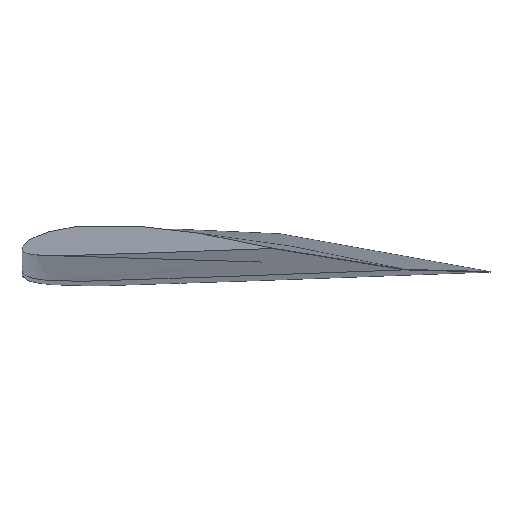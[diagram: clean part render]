
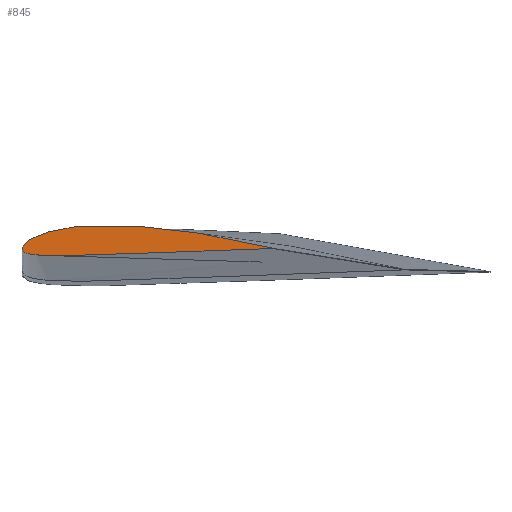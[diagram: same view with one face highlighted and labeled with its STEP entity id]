
A CAD part, top view. The second image highlights one B-rep face of the part: STEP entity #845.
In plain terms, the highlighted free-form (B-spline) face has degree [1, 1] with [2, 2] control points.
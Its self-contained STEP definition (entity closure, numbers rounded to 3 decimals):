
#845 = ADVANCED_FACE('',(#846),#925,.T.);
#846 = FACE_BOUND('',#847,.T.);
#847 = EDGE_LOOP('',(#848,#920));
#848 = ORIENTED_EDGE('',*,*,#849,.T.);
#849 = EDGE_CURVE('',#850,#852,#854,.T.);
#850 = VERTEX_POINT('',#851);
#851 = CARTESIAN_POINT('',(134.685,11.516,
    800.481));
#852 = VERTEX_POINT('',#853);
#853 = CARTESIAN_POINT('',(134.685,11.355,
    800.481));
#854 = B_SPLINE_CURVE_WITH_KNOTS('',3,(#855,#856,#857,#858,#859,#860,
    #861,#862,#863,#864,#865,#866,#867,#868,#869,#870,#871,#872,#873,
    #874,#875,#876,#877,#878,#879,#880,#881,#882,#883,#884,#885,#886,
    #887,#888,#889,#890,#891,#892,#893,#894,#895,#896,#897,#898,#899,
    #900,#901,#902,#903,#904,#905,#906,#907,#908,#909,#910,#911,#912,
    #913,#914,#915,#916,#917,#918,#919),.UNSPECIFIED.,.F.,.F.,(4,1,1,1,1
    ,1,1,1,1,1,1,1,1,1,1,1,1,1,1,1,1,1,1,1,1,1,1,1,1,1,1,1,1,1,1,1,1,1,1
    ,1,1,1,1,1,1,1,1,1,1,1,1,1,1,1,1,1,1,1,1,1,1,1,4),(0.,
    0.02,0.03,0.05,
    0.08,0.09,0.12,0.15,
    0.179,0.199,0.248,0.288,
    0.297,0.337,0.346,0.366,
    0.386,0.395,0.405,0.415,
    0.425,0.435,0.445,0.456,
    0.466,0.472,0.477,0.483,
    0.489,0.494,0.497,0.5,
    0.502,0.504,0.505,0.507,
    0.508,0.509,0.511,0.513,
    0.516,0.52,0.525,0.53,
    0.535,0.54,0.55,0.559,
    0.569,0.608,0.638,0.657,
    0.687,0.706,0.736,0.814,
    0.834,0.863,0.892,0.922,
    0.951,0.98,1.),.UNSPECIFIED.);
#855 = CARTESIAN_POINT('',(134.685,11.516,
    800.481));
#856 = CARTESIAN_POINT('',(132.89,11.943,
    800.481));
#857 = CARTESIAN_POINT('',(130.199,12.582,
    800.481));
#858 = CARTESIAN_POINT('',(125.711,13.618,
    800.481));
#859 = CARTESIAN_POINT('',(120.33,14.814,
    800.481));
#860 = CARTESIAN_POINT('',(114.94,15.946,
    800.481));
#861 = CARTESIAN_POINT('',(108.656,17.197,
    800.481));
#862 = CARTESIAN_POINT('',(102.378,18.377,
    800.481));
#863 = CARTESIAN_POINT('',(94.297,19.752,
    800.481));
#864 = CARTESIAN_POINT('',(87.112,20.845,
    800.481));
#865 = CARTESIAN_POINT('',(78.143,22.038,
    800.481));
#866 = CARTESIAN_POINT('',(68.269,23.044,
    800.481));
#867 = CARTESIAN_POINT('',(59.276,23.594,
    800.481));
#868 = CARTESIAN_POINT('',(51.191,23.844,
    800.481));
#869 = CARTESIAN_POINT('',(45.802,23.834,
    800.481));
#870 = CARTESIAN_POINT('',(39.517,23.676,
    800.481));
#871 = CARTESIAN_POINT('',(35.023,23.513,
    800.481));
#872 = CARTESIAN_POINT('',(30.532,23.2,
    800.481));
#873 = CARTESIAN_POINT('',(26.942,22.806,
    800.481));
#874 = CARTESIAN_POINT('',(24.247,22.423,
    800.481));
#875 = CARTESIAN_POINT('',(21.552,21.952,
    800.481));
#876 = CARTESIAN_POINT('',(18.856,21.397,
    800.481));
#877 = CARTESIAN_POINT('',(16.159,20.751,
    800.481));
#878 = CARTESIAN_POINT('',(13.46,19.997,
    800.481));
#879 = CARTESIAN_POINT('',(10.762,19.112,
    800.481));
#880 = CARTESIAN_POINT('',(8.515,18.266,
    800.481));
#881 = CARTESIAN_POINT('',(6.725,17.469,800.481
    ));
#882 = CARTESIAN_POINT('',(5.369,16.776,
    800.481));
#883 = CARTESIAN_POINT('',(4.,15.951,
    800.481));
#884 = CARTESIAN_POINT('',(2.736,14.989,
    800.481));
#885 = CARTESIAN_POINT('',(1.786,14.076,800.481)
  );
#886 = CARTESIAN_POINT('',(1.062,13.342,
    800.481));
#887 = CARTESIAN_POINT('',(0.602,12.806,
    800.481));
#888 = CARTESIAN_POINT('',(0.263,12.288,
    800.481));
#889 = CARTESIAN_POINT('',(0.079,11.882,
    800.481));
#890 = CARTESIAN_POINT('',(-0.03,11.404,
    800.481));
#891 = CARTESIAN_POINT('',(0.014,11.012,
    800.481));
#892 = CARTESIAN_POINT('',(0.15,10.67,
    800.481));
#893 = CARTESIAN_POINT('',(0.296,10.399,
    800.481));
#894 = CARTESIAN_POINT('',(0.594,10.003,
    800.481));
#895 = CARTESIAN_POINT('',(1.048,9.584,800.481
    ));
#896 = CARTESIAN_POINT('',(1.755,9.104,800.481
    ));
#897 = CARTESIAN_POINT('',(2.76,8.716,800.481
    ));
#898 = CARTESIAN_POINT('',(4.041,8.457,800.481
    ));
#899 = CARTESIAN_POINT('',(5.386,8.189,800.481
    ));
#900 = CARTESIAN_POINT('',(6.734,7.982,800.481)
  );
#901 = CARTESIAN_POINT('',(8.53,7.791,800.481)
  );
#902 = CARTESIAN_POINT('',(10.777,7.661,800.481
    ));
#903 = CARTESIAN_POINT('',(13.471,7.531,
    800.481));
#904 = CARTESIAN_POINT('',(18.858,7.375,800.481
    ));
#905 = CARTESIAN_POINT('',(26.044,7.437,800.481
    ));
#906 = CARTESIAN_POINT('',(34.123,7.701,
    800.481));
#907 = CARTESIAN_POINT('',(41.305,7.975,
    800.481));
#908 = CARTESIAN_POINT('',(47.591,8.203,
    800.481));
#909 = CARTESIAN_POINT('',(54.774,8.459,
    800.481));
#910 = CARTESIAN_POINT('',(66.446,8.883,
    800.481));
#911 = CARTESIAN_POINT('',(78.119,9.306,
    800.481));
#912 = CARTESIAN_POINT('',(89.791,9.728,
    800.481));
#913 = CARTESIAN_POINT('',(96.974,9.989,
    800.481));
#914 = CARTESIAN_POINT('',(105.055,10.281,
    800.481));
#915 = CARTESIAN_POINT('',(113.136,10.575,
    800.481));
#916 = CARTESIAN_POINT('',(121.217,10.866,
    800.481));
#917 = CARTESIAN_POINT('',(128.4,11.127,
    800.481));
#918 = CARTESIAN_POINT('',(132.889,11.29,
    800.481));
#919 = CARTESIAN_POINT('',(134.685,11.355,
    800.481));
#920 = ORIENTED_EDGE('',*,*,#921,.T.);
#921 = EDGE_CURVE('',#852,#850,#922,.T.);
#922 = B_SPLINE_CURVE_WITH_KNOTS('',1,(#923,#924),.UNSPECIFIED.,.F.,.F.,
  (2,2),(-0.141,0.),.PIECEWISE_BEZIER_KNOTS.);
#923 = CARTESIAN_POINT('',(134.685,11.355,
    800.481));
#924 = CARTESIAN_POINT('',(134.685,11.516,
    800.481));
#925 = B_SPLINE_SURFACE_WITH_KNOTS('',1,1,(
    (#926,#927)
    ,(#928,#929
    )),.UNSPECIFIED.,.F.,.F.,.F.,(2,2),(2,2),(-0.529,
    117.275),(-4.697,9.705),
  .PIECEWISE_BEZIER_KNOTS.);
#926 = CARTESIAN_POINT('',(-0.03,7.375,
    800.481));
#927 = CARTESIAN_POINT('',(-0.03,23.844,
    800.481));
#928 = CARTESIAN_POINT('',(134.685,7.375,800.481
    ));
#929 = CARTESIAN_POINT('',(134.685,23.844,
    800.481));
